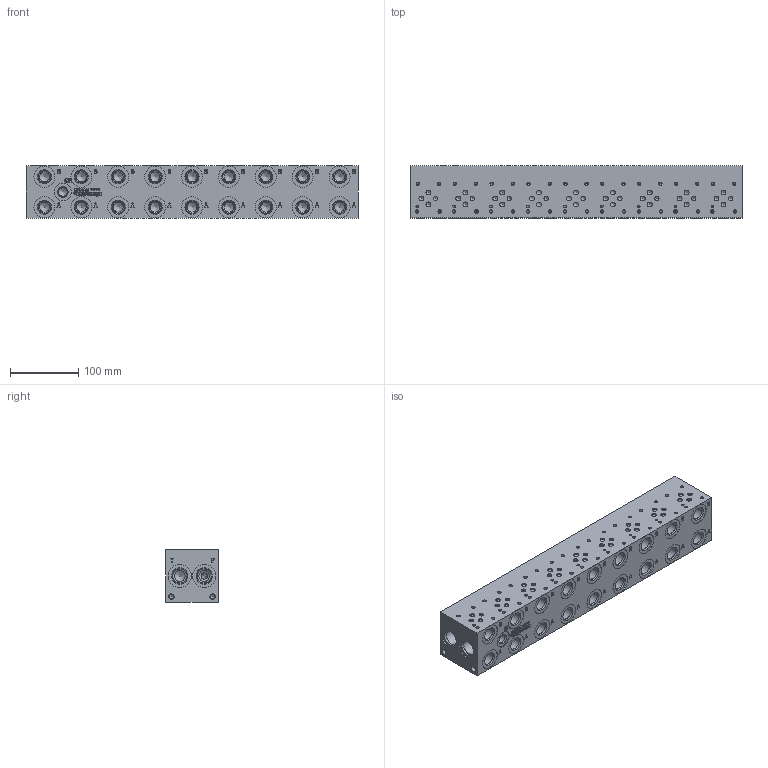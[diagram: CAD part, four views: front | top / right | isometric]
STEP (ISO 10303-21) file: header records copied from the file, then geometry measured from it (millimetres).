
FILE_DESCRIPTION(/* description */ (''),/* implementation_level */ '2;1');
FILE_NAME(/* name */ '_D03P092S_C.stp',/* time_stamp */ '2020-04-15T08:12:08-04:00',/* author */ ('alexanderw'),/* organization */ (''),/* preprocessor_version */ 'ST-DEVELOPER v17',/* originating_system */ 'Autodesk Inventor 2019',/* authorisation */ '');
FILE_SCHEMA (('AUTOMOTIVE_DESIGN { 1 0 10303 214 3 1 1 }'));
Length unit declared in the file: millimetre
Products named in the file (1): Part_AD03P092S~C_3D
Bounding box: 485.77 x 76.2 x 76.2 mm (x, y, z)
Volume: 2626885.6 mm3; surface area: 209522.4 mm2
Topology: 1 solids, 1 shells, 1317 faces, 3603 edges, 2458 vertices
Faces by surface type: plane 598, bspline 285, cylinder 249, cone 185
Full cylindrical faces by diameter (mm): 3.785 x36, 3.962 x9, 4.826 x36, 6.35 x9, 6.528 x4, 7.137 x27, 7.925 x4, 12.294 x1, 12.9 x1, 14.275 x1, 14.29 x1, 14.3 x18, 14.529 x1, 15.875 x4, 15.9 x1, 17.501 x18, 19.05 x18, 19.253 x18, 20.447 x4, 20.62 x1, 22.225 x3, 22.23 x2, 22.54 x1, 22.555 x4, 23.901 x3, 25.019 x1, 30.16 x1, 30.632 x18, 34.138 x4
Entity records: 43904 total; most frequent: CARTESIAN_POINT 10975, ORIENTED_EDGE 6988, DIRECTION 5917, EDGE_CURVE 3494, VERTEX_POINT 2458, LINE 1997, VECTOR 1997, AXIS2_PLACEMENT_3D 1960
